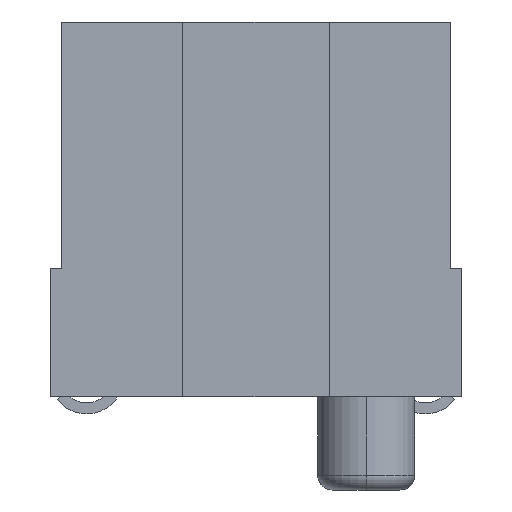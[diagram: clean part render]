
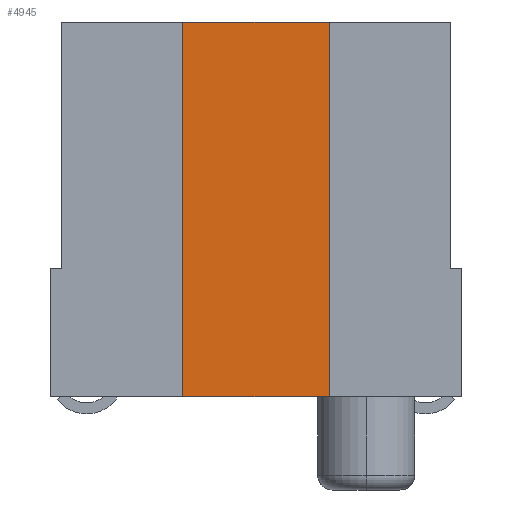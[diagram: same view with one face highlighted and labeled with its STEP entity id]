
A CAD part, left-side view. The second image highlights one B-rep face of the part: STEP entity #4945.
In plain terms, the highlighted planar face has unit normal (-1, 0, 0).
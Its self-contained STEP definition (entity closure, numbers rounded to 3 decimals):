
#4889=CARTESIAN_POINT('',(-22.9,1.,5.335));
#4890=VERTEX_POINT('',#4889);
#4898=CARTESIAN_POINT('',(-22.9,1.,0.235));
#4899=VERTEX_POINT('',#4898);
#4906=CARTESIAN_POINT('',(-22.9,1.,0.235));
#4907=DIRECTION('',(0.0,0.0,1.0));
#4908=VECTOR('',#4907,5.1);
#4909=LINE('',#4906,#4908);
#4910=EDGE_CURVE('',#4899,#4890,#4909,.T.);
#4915=CARTESIAN_POINT('',(-22.9,1.1,5.59));
#4916=DIRECTION('',(-1.0,0.0,0.0));
#4917=DIRECTION('',(0.0,0.0,-1.0));
#4918=AXIS2_PLACEMENT_3D('',#4915,#4916,#4917);
#4919=PLANE('',#4918);
#4920=CARTESIAN_POINT('',(-22.9,-1.,5.335));
#4921=VERTEX_POINT('',#4920);
#4922=CARTESIAN_POINT('',(-22.9,1.,5.335));
#4923=DIRECTION('',(0.0,-1.0,0.0));
#4924=VECTOR('',#4923,2.);
#4925=LINE('',#4922,#4924);
#4926=EDGE_CURVE('',#4890,#4921,#4925,.T.);
#4927=ORIENTED_EDGE('',*,*,#4926,.F.);
#4928=ORIENTED_EDGE('',*,*,#4910,.F.);
#4929=CARTESIAN_POINT('',(-22.9,-1.,0.235));
#4930=VERTEX_POINT('',#4929);
#4931=CARTESIAN_POINT('',(-22.9,1.,0.235));
#4932=DIRECTION('',(0.0,-1.0,0.0));
#4933=VECTOR('',#4932,2.);
#4934=LINE('',#4931,#4933);
#4935=EDGE_CURVE('',#4899,#4930,#4934,.T.);
#4936=ORIENTED_EDGE('',*,*,#4935,.T.);
#4937=CARTESIAN_POINT('',(-22.9,-1.,0.235));
#4938=DIRECTION('',(0.0,0.0,1.0));
#4939=VECTOR('',#4938,5.1);
#4940=LINE('',#4937,#4939);
#4941=EDGE_CURVE('',#4930,#4921,#4940,.T.);
#4942=ORIENTED_EDGE('',*,*,#4941,.T.);
#4943=EDGE_LOOP('',(#4927,#4928,#4936,#4942));
#4944=FACE_OUTER_BOUND('',#4943,.T.);
#4945=ADVANCED_FACE('',(#4944),#4919,.T.);
